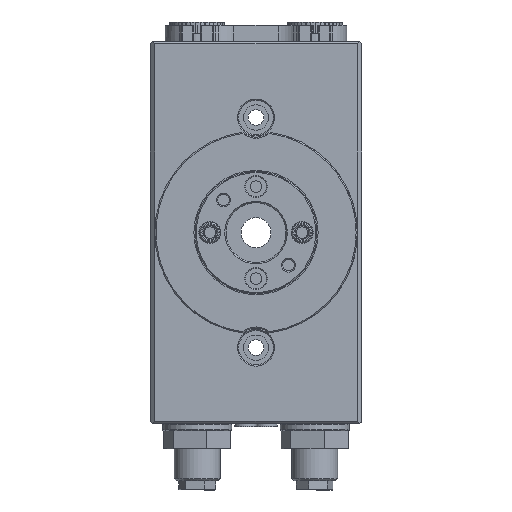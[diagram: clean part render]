
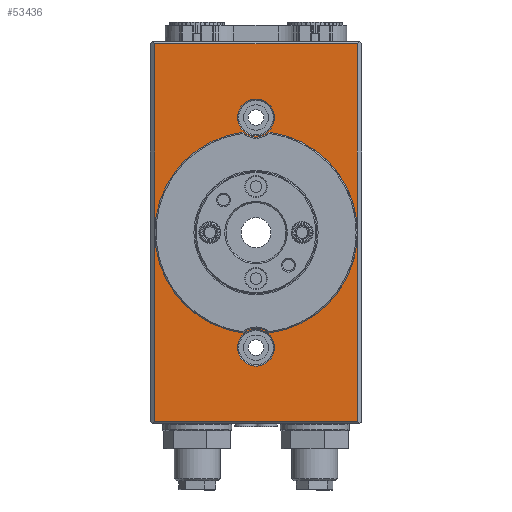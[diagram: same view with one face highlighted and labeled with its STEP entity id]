
A CAD part, front view. The second image highlights one B-rep face of the part: STEP entity #53436.
In plain terms, the highlighted face is planar.
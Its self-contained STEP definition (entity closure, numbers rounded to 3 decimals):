
#1865 = EDGE_LOOP ( 'NONE', ( #13135, #64622, #13969, #2443 ) ) ;
#2156 = VECTOR ( 'NONE', #49083, 1000. ) ;
#2443 = ORIENTED_EDGE ( 'NONE', *, *, #3367, .T. ) ;
#2462 = VERTEX_POINT ( 'NONE', #60218 ) ;
#3367 = EDGE_CURVE ( 'NONE', #55456, #49456, #32124, .T. ) ;
#3859 = CARTESIAN_POINT ( 'NONE',  ( 50., 50.5, 0. ) ) ;
#3972 = VERTEX_POINT ( 'NONE', #34226 ) ;
#4427 = CIRCLE ( 'NONE', #36592, 36.5 ) ;
#5125 = PLANE ( 'NONE',  #57916 ) ;
#5675 = ORIENTED_EDGE ( 'NONE', *, *, #42283, .T. ) ;
#5880 = DIRECTION ( 'NONE',  ( 0., 0., -1. ) ) ;
#6094 = DIRECTION ( 'NONE',  ( 0., 0., -1. ) ) ;
#6612 = EDGE_CURVE ( 'NONE', #49456, #24875, #47501, .T. ) ;
#9845 = VERTEX_POINT ( 'NONE', #11937 ) ;
#11937 = CARTESIAN_POINT ( 'NONE',  ( 0., 50.5, -36.5 ) ) ;
#12306 = DIRECTION ( 'NONE',  ( 0., 0., -1. ) ) ;
#12620 = FACE_OUTER_BOUND ( 'NONE', #1865, .T. ) ;
#13135 = ORIENTED_EDGE ( 'NONE', *, *, #6612, .T. ) ;
#13969 = ORIENTED_EDGE ( 'NONE', *, *, #38917, .T. ) ;
#15717 = VECTOR ( 'NONE', #43736, 1000. ) ;
#17061 = DIRECTION ( 'NONE',  ( 0., -1., 0. ) ) ;
#17722 = VERTEX_POINT ( 'NONE', #50906 ) ;
#18113 = EDGE_LOOP ( 'NONE', ( #37582, #28980 ) ) ;
#18296 = AXIS2_PLACEMENT_3D ( 'NONE', #46894, #32185, #57022 ) ;
#18326 = CARTESIAN_POINT ( 'NONE',  ( 0., 50.5, -44. ) ) ;
#18356 = VECTOR ( 'NONE', #62792, 1000. ) ;
#19431 = CARTESIAN_POINT ( 'NONE',  ( 0., 50.5, 0. ) ) ;
#23433 = CARTESIAN_POINT ( 'NONE',  ( -82., 50.5, 0. ) ) ;
#24875 = VERTEX_POINT ( 'NONE', #60892 ) ;
#25762 = FACE_BOUND ( 'NONE', #18113, .T. ) ;
#25834 = FACE_BOUND ( 'NONE', #34350, .T. ) ;
#26224 = AXIS2_PLACEMENT_3D ( 'NONE', #57427, #17061, #12306 ) ;
#26299 = CARTESIAN_POINT ( 'NONE',  ( 0., 50.5, 0. ) ) ;
#26482 = CIRCLE ( 'NONE', #44136, 8. ) ;
#26762 = CIRCLE ( 'NONE', #18296, 8. ) ;
#27034 = DIRECTION ( 'NONE',  ( 0., -1., 0. ) ) ;
#27652 = CARTESIAN_POINT ( 'NONE',  ( 82., 50.5, 0. ) ) ;
#28980 = ORIENTED_EDGE ( 'NONE', *, *, #62763, .T. ) ;
#30906 = CARTESIAN_POINT ( 'NONE',  ( -50., 50.5, 0. ) ) ;
#31627 = CARTESIAN_POINT ( 'NONE',  ( 0., 50.5, 0. ) ) ;
#32124 = LINE ( 'NONE', #18326, #15717 ) ;
#32185 = DIRECTION ( 'NONE',  ( 0., -1., 0. ) ) ;
#34226 = CARTESIAN_POINT ( 'NONE',  ( 82., 50.5, 44. ) ) ;
#34258 = CARTESIAN_POINT ( 'NONE',  ( 0., 50.5, 44. ) ) ;
#34350 = EDGE_LOOP ( 'NONE', ( #5675, #39565 ) ) ;
#34495 = CARTESIAN_POINT ( 'NONE',  ( 0., 50.5, 36.5 ) ) ;
#35214 = DIRECTION ( 'NONE',  ( 0., 0., -1. ) ) ;
#35339 = EDGE_CURVE ( 'NONE', #2462, #17722, #50159, .T. ) ;
#35729 = DIRECTION ( 'NONE',  ( 0., -1., 0. ) ) ;
#36592 = AXIS2_PLACEMENT_3D ( 'NONE', #26299, #35729, #6094 ) ;
#36903 = DIRECTION ( 'NONE',  ( 0., 0., -1. ) ) ;
#37582 = ORIENTED_EDGE ( 'NONE', *, *, #57864, .T. ) ;
#38917 = EDGE_CURVE ( 'NONE', #3972, #55456, #63121, .T. ) ;
#39107 = EDGE_CURVE ( 'NONE', #9845, #61945, #4427, .T. ) ;
#39370 = AXIS2_PLACEMENT_3D ( 'NONE', #30906, #56180, #5880 ) ;
#39565 = ORIENTED_EDGE ( 'NONE', *, *, #35339, .T. ) ;
#39752 = VERTEX_POINT ( 'NONE', #62445 ) ;
#40496 = VERTEX_POINT ( 'NONE', #44511 ) ;
#40745 = FACE_BOUND ( 'NONE', #53830, .T. ) ;
#42283 = EDGE_CURVE ( 'NONE', #17722, #2462, #44260, .T. ) ;
#42907 = DIRECTION ( 'NONE',  ( 0., -1., 0. ) ) ;
#43459 = ORIENTED_EDGE ( 'NONE', *, *, #39107, .T. ) ;
#43736 = DIRECTION ( 'NONE',  ( -1., 0., 0. ) ) ;
#44136 = AXIS2_PLACEMENT_3D ( 'NONE', #3859, #42907, #63581 ) ;
#44260 = CIRCLE ( 'NONE', #26224, 8. ) ;
#44511 = CARTESIAN_POINT ( 'NONE',  ( 50., 50.5, -8. ) ) ;
#45403 = LINE ( 'NONE', #34258, #46981 ) ;
#46894 = CARTESIAN_POINT ( 'NONE',  ( 50., 50.5, 0. ) ) ;
#46981 = VECTOR ( 'NONE', #64791, 1000. ) ;
#47501 = LINE ( 'NONE', #23433, #2156 ) ;
#49083 = DIRECTION ( 'NONE',  ( 0., 0., 1. ) ) ;
#49456 = VERTEX_POINT ( 'NONE', #58013 ) ;
#50159 = CIRCLE ( 'NONE', #39370, 8. ) ;
#50906 = CARTESIAN_POINT ( 'NONE',  ( -50., 50.5, 8. ) ) ;
#52909 = EDGE_CURVE ( 'NONE', #24875, #3972, #45403, .T. ) ;
#53436 = ADVANCED_FACE ( 'NONE', ( #25834, #25762, #40745, #12620 ), #5125, .F. ) ;
#53830 = EDGE_LOOP ( 'NONE', ( #62087, #43459 ) ) ;
#53942 = EDGE_CURVE ( 'NONE', #61945, #9845, #58810, .T. ) ;
#54792 = DIRECTION ( 'NONE',  ( 0., -1., 0. ) ) ;
#55456 = VERTEX_POINT ( 'NONE', #63241 ) ;
#56180 = DIRECTION ( 'NONE',  ( 0., -1., 0. ) ) ;
#56291 = AXIS2_PLACEMENT_3D ( 'NONE', #31627, #27034, #36903 ) ;
#57022 = DIRECTION ( 'NONE',  ( 0., 0., -1. ) ) ;
#57427 = CARTESIAN_POINT ( 'NONE',  ( -50., 50.5, 0. ) ) ;
#57864 = EDGE_CURVE ( 'NONE', #39752, #40496, #26482, .T. ) ;
#57916 = AXIS2_PLACEMENT_3D ( 'NONE', #19431, #54792, #35214 ) ;
#58013 = CARTESIAN_POINT ( 'NONE',  ( -82., 50.5, -44. ) ) ;
#58810 = CIRCLE ( 'NONE', #56291, 36.5 ) ;
#60218 = CARTESIAN_POINT ( 'NONE',  ( -50., 50.5, -8. ) ) ;
#60892 = CARTESIAN_POINT ( 'NONE',  ( -82., 50.5, 44. ) ) ;
#61945 = VERTEX_POINT ( 'NONE', #34495 ) ;
#62087 = ORIENTED_EDGE ( 'NONE', *, *, #53942, .T. ) ;
#62445 = CARTESIAN_POINT ( 'NONE',  ( 50., 50.5, 8. ) ) ;
#62763 = EDGE_CURVE ( 'NONE', #40496, #39752, #26762, .T. ) ;
#62792 = DIRECTION ( 'NONE',  ( 0., 0., -1. ) ) ;
#63121 = LINE ( 'NONE', #27652, #18356 ) ;
#63241 = CARTESIAN_POINT ( 'NONE',  ( 82., 50.5, -44. ) ) ;
#63581 = DIRECTION ( 'NONE',  ( 0., 0., -1. ) ) ;
#64622 = ORIENTED_EDGE ( 'NONE', *, *, #52909, .T. ) ;
#64791 = DIRECTION ( 'NONE',  ( 1., 0., 0. ) ) ;
